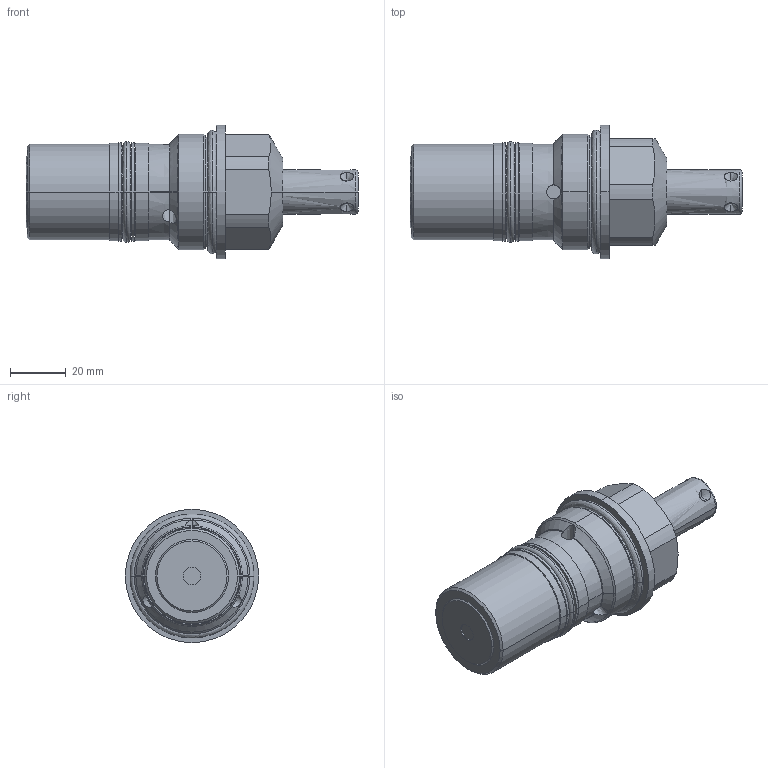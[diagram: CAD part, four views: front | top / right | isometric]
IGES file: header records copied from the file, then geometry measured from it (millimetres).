
Start section:  PTC IGES file: ilc15110902r.igs
Global section: file name: ilc15110902r.igs; native system: Creo Parametric by Parametric Technology Corporation; preprocessor: 2013320; author: Asawyer; organization: Unknown; date: 20210602.102416; units: inch
Bounding box: 118.62 x 47.62 x 47.62 mm (x, y, z)
Surface area: 21077.1 mm2 (no closed solid volume)
Topology: 0 solids, 0 shells, 104 faces, 674 edges, 808 vertices
Faces by surface type: revolution 76, bspline 28
